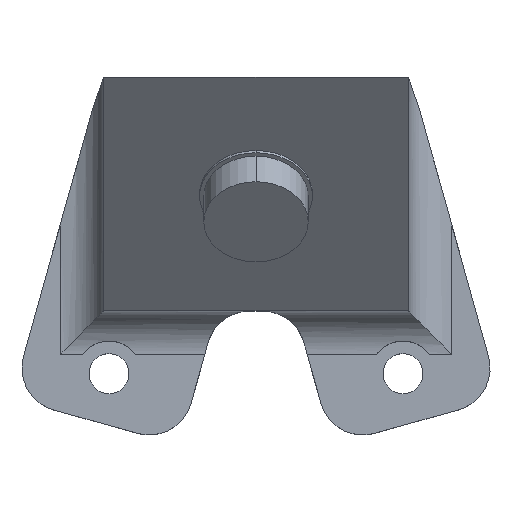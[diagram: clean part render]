
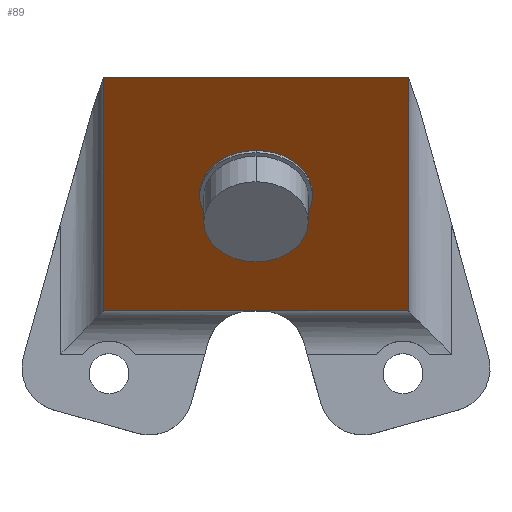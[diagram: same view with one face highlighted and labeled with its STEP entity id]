
A CAD part, top view. The second image highlights one B-rep face of the part: STEP entity #89.
In plain terms, the highlighted planar face has unit normal (0, -0.643, 0.766).
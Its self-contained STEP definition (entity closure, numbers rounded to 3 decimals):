
#33 = VERTEX_POINT ( 'NONE', #865 ) ;
#57 = VERTEX_POINT ( 'NONE', #973 ) ;
#61 = EDGE_LOOP ( 'NONE', ( #618, #1158, #527, #1026 ) ) ;
#74 = CARTESIAN_POINT ( 'NONE',  ( 17.5, 8.664, -4.979 ) ) ;
#89 = ADVANCED_FACE ( 'NONE', ( #1414, #108 ), #428, .F. ) ;
#108 = FACE_OUTER_BOUND ( 'NONE', #61, .T. ) ;
#123 = EDGE_CURVE ( 'NONE', #177, #1261, #995, .T. ) ;
#150 = LINE ( 'NONE', #1330, #396 ) ;
#161 = EDGE_CURVE ( 'NONE', #721, #33, #228, .T. ) ;
#177 = VERTEX_POINT ( 'NONE', #823 ) ;
#228 = LINE ( 'NONE', #686, #704 ) ;
#289 = EDGE_CURVE ( 'NONE', #306, #721, #1331, .T. ) ;
#303 = VECTOR ( 'NONE', #803, 1000. ) ;
#306 = VERTEX_POINT ( 'NONE', #1359 ) ;
#318 = ORIENTED_EDGE ( 'NONE', *, *, #928, .F. ) ;
#321 = DIRECTION ( 'NONE',  ( 0., 0.643, -0.766 ) ) ;
#351 = CARTESIAN_POINT ( 'NONE',  ( 35., 0.238, -12.05 ) ) ;
#396 = VECTOR ( 'NONE', #571, 1000. ) ;
#428 = PLANE ( 'NONE',  #680 ) ;
#500 = EDGE_LOOP ( 'NONE', ( #511, #318 ) ) ;
#511 = ORIENTED_EDGE ( 'NONE', *, *, #123, .F. ) ;
#527 = ORIENTED_EDGE ( 'NONE', *, *, #289, .F. ) ;
#546 = AXIS2_PLACEMENT_3D ( 'NONE', #737, #628, #957 ) ;
#571 = DIRECTION ( 'NONE',  ( -1., 0., 0. ) ) ;
#618 = ORIENTED_EDGE ( 'NONE', *, *, #1154, .T. ) ;
#628 = DIRECTION ( 'NONE',  ( 0., -0.643, 0.766 ) ) ;
#640 = DIRECTION ( 'NONE',  ( 0., -0.643, 0.766 ) ) ;
#675 = DIRECTION ( 'NONE',  ( 0., -0.766, -0.643 ) ) ;
#680 = AXIS2_PLACEMENT_3D ( 'NONE', #1314, #321, #1402 ) ;
#686 = CARTESIAN_POINT ( 'NONE',  ( 35., 0.238, -12.05 ) ) ;
#704 = VECTOR ( 'NONE', #891, 1000. ) ;
#721 = VERTEX_POINT ( 'NONE', #861 ) ;
#726 = AXIS2_PLACEMENT_3D ( 'NONE', #1188, #640, #1282 ) ;
#737 = CARTESIAN_POINT ( 'NONE',  ( 17.5, 13.644, -0.801 ) ) ;
#790 = EDGE_CURVE ( 'NONE', #306, #57, #150, .T. ) ;
#803 = DIRECTION ( 'NONE',  ( 0., -0.766, -0.643 ) ) ;
#823 = CARTESIAN_POINT ( 'NONE',  ( 17.5, 18.623, 3.377 ) ) ;
#838 = VECTOR ( 'NONE', #675, 1000. ) ;
#861 = CARTESIAN_POINT ( 'NONE',  ( 35., 0.238, -12.05 ) ) ;
#865 = CARTESIAN_POINT ( 'NONE',  ( 0., 0.238, -12.05 ) ) ;
#891 = DIRECTION ( 'NONE',  ( -1., 0., 0. ) ) ;
#915 = LINE ( 'NONE', #1124, #838 ) ;
#928 = EDGE_CURVE ( 'NONE', #1261, #177, #972, .T. ) ;
#957 = DIRECTION ( 'NONE',  ( 0., 0.766, 0.643 ) ) ;
#972 = CIRCLE ( 'NONE', #546, 6.5 ) ;
#973 = CARTESIAN_POINT ( 'NONE',  ( 0., 27.05, 10.448 ) ) ;
#995 = CIRCLE ( 'NONE', #726, 6.5 ) ;
#1026 = ORIENTED_EDGE ( 'NONE', *, *, #790, .T. ) ;
#1124 = CARTESIAN_POINT ( 'NONE',  ( 0., 0.238, -12.05 ) ) ;
#1154 = EDGE_CURVE ( 'NONE', #57, #33, #915, .T. ) ;
#1158 = ORIENTED_EDGE ( 'NONE', *, *, #161, .F. ) ;
#1188 = CARTESIAN_POINT ( 'NONE',  ( 17.5, 13.644, -0.801 ) ) ;
#1261 = VERTEX_POINT ( 'NONE', #74 ) ;
#1282 = DIRECTION ( 'NONE',  ( 0., 0.766, 0.643 ) ) ;
#1314 = CARTESIAN_POINT ( 'NONE',  ( 35., 0.238, -12.05 ) ) ;
#1330 = CARTESIAN_POINT ( 'NONE',  ( 35., 27.05, 10.448 ) ) ;
#1331 = LINE ( 'NONE', #351, #303 ) ;
#1359 = CARTESIAN_POINT ( 'NONE',  ( 35., 27.05, 10.448 ) ) ;
#1402 = DIRECTION ( 'NONE',  ( 0., 0.766, 0.643 ) ) ;
#1414 = FACE_BOUND ( 'NONE', #500, .T. ) ;
